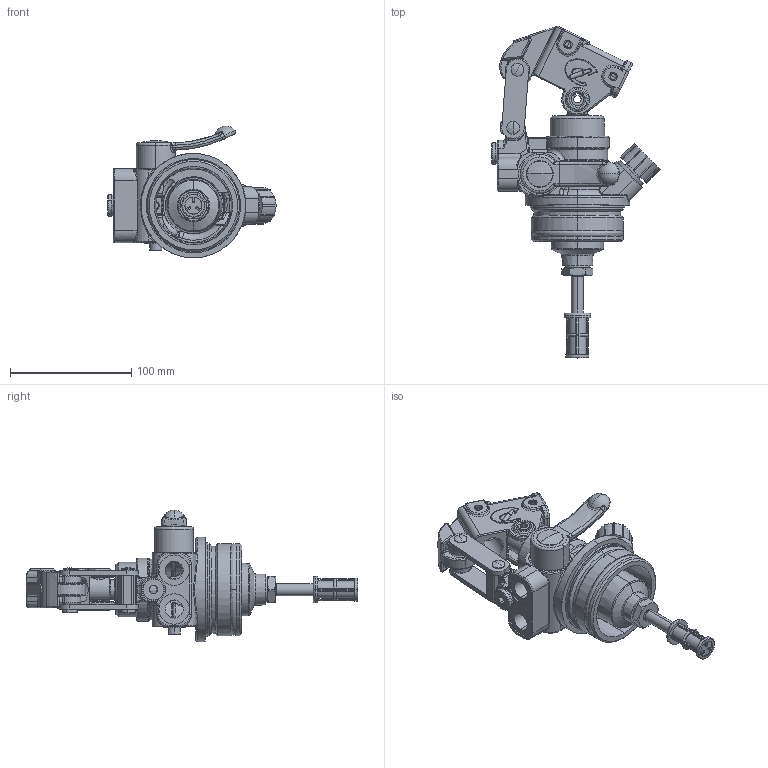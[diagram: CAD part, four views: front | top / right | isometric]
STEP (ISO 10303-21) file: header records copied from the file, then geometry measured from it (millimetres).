
FILE_DESCRIPTION (( 'STEP AP203' ), '1' );
FILE_NAME ('P25DDA1.STEP', '2010-09-27T13:37:57', ( 'Chapel' ), ( 'Chapel' ), 'SwSTEP 2.0', 'SolidWorks 2007', '' );
FILE_SCHEMA (( 'CONFIG_CONTROL_DESIGN' ));
Products named in the file (1): P25DDA1
Bounding box: 139.06 x 273.28 x 108.4 mm (x, y, z)
Surface area: 109155.6 mm2 (no closed solid volume)
Topology: 0 solids, 32 shells, 1022 faces, 2896 edges, 1791 vertices
Faces by surface type: cylinder 401, plane 197, bspline 187, torus 163, cone 56, sphere 18
Entity records: 43298 total; most frequent: CARTESIAN_POINT 18420, DIRECTION 5248, ORIENTED_EDGE 5038, EDGE_CURVE 2845, AXIS2_PLACEMENT_3D 2197, VERTEX_POINT 1789, CIRCLE 1361, EDGE_LOOP 1086
